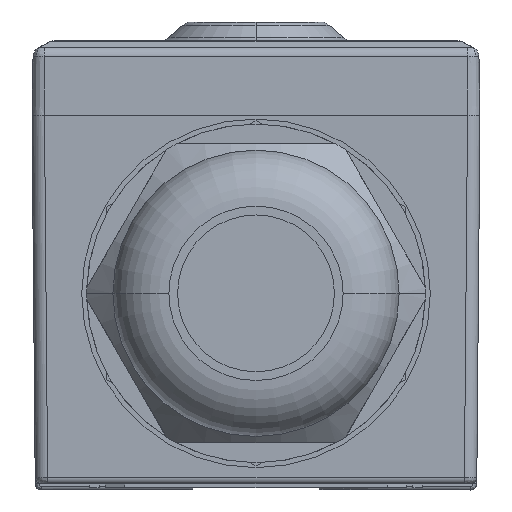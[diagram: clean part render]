
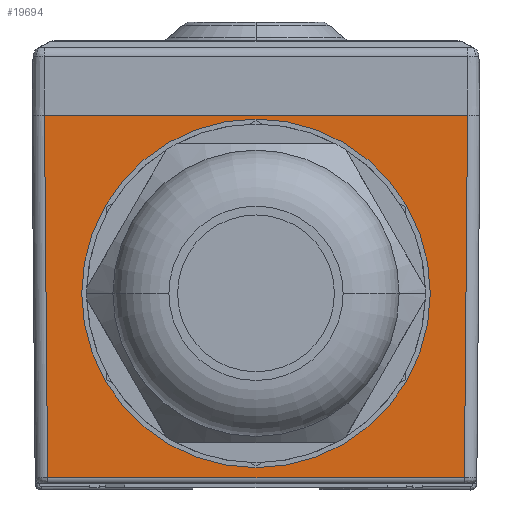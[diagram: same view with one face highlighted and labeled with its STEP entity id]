
A CAD part, front view. The second image highlights one B-rep face of the part: STEP entity #19694.
In plain terms, the highlighted planar face has unit normal (0, -1, -0.009).
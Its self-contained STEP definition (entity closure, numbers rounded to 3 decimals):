
#4956=DIRECTION('',(0.009,0.009,-1.));
#4957=VECTOR('',#4956,29.097);
#4958=CARTESIAN_POINT('',(283.009,-89.638,29.65));
#4959=LINE('',#4958,#4957);
#4960=DIRECTION('',(1.,0.,0.));
#4961=VECTOR('',#4960,33.983);
#4962=CARTESIAN_POINT('',(283.009,-89.638,29.65));
#4963=LINE('',#4962,#4961);
#4964=DIRECTION('',(-0.009,0.009,-1.));
#4965=VECTOR('',#4964,29.097);
#4966=CARTESIAN_POINT('',(316.991,-89.638,29.65));
#4967=LINE('',#4966,#4965);
#4968=DIRECTION('',(-1.,0.,0.));
#4969=VECTOR('',#4968,33.475);
#4970=CARTESIAN_POINT('',(316.737,-89.384,
0.555));
#4971=LINE('',#4970,#4969);
#4972=CARTESIAN_POINT('',(310.5,-89.505,14.354));
#4973=CARTESIAN_POINT('',(310.5,-89.494,13.117));
#4974=CARTESIAN_POINT('',(310.052,-89.47,10.442));
#4975=CARTESIAN_POINT('',(308.047,-89.443,7.334));
#4976=CARTESIAN_POINT('',(305.779,-89.427,5.5));
#4977=CARTESIAN_POINT('',(303.879,-89.419,4.521));
#4978=CARTESIAN_POINT('',(301.896,-89.414,3.964));
#4979=CARTESIAN_POINT('',(300.,-89.412,3.799));
#4980=CARTESIAN_POINT('',(298.104,-89.414,3.964));
#4981=CARTESIAN_POINT('',(296.121,-89.419,4.521));
#4982=CARTESIAN_POINT('',(294.221,-89.427,5.5));
#4983=CARTESIAN_POINT('',(291.953,-89.443,7.334));
#4984=CARTESIAN_POINT('',(289.948,-89.47,10.442));
#4985=CARTESIAN_POINT('',(289.5,-89.494,13.117));
#4986=CARTESIAN_POINT('',(289.5,-89.505,14.354));
#4988=CARTESIAN_POINT('',(289.5,-89.505,14.354));
#4989=CARTESIAN_POINT('',(289.5,-89.515,15.592));
#4990=CARTESIAN_POINT('',(289.948,-89.539,18.266));
#4991=CARTESIAN_POINT('',(291.953,-89.566,21.375));
#4992=CARTESIAN_POINT('',(294.221,-89.582,23.209));
#4993=CARTESIAN_POINT('',(296.121,-89.59,24.187));
#4994=CARTESIAN_POINT('',(298.104,-89.595,24.744));
#4995=CARTESIAN_POINT('',(300.,-89.597,24.909));
#4996=CARTESIAN_POINT('',(301.896,-89.595,24.744));
#4997=CARTESIAN_POINT('',(303.879,-89.59,24.187));
#4998=CARTESIAN_POINT('',(305.779,-89.582,23.209));
#4999=CARTESIAN_POINT('',(308.047,-89.566,21.375));
#5000=CARTESIAN_POINT('',(310.052,-89.539,18.266));
#5001=CARTESIAN_POINT('',(310.5,-89.515,15.592));
#5002=CARTESIAN_POINT('',(310.5,-89.505,14.354));
#5103=CARTESIAN_POINT('',(283.009,-89.638,29.65));
#11698=VERTEX_POINT('',#5103);
#11699=CARTESIAN_POINT('',(283.263,-89.384,
0.555));
#11700=VERTEX_POINT('',#11699);
#11704=CARTESIAN_POINT('',(316.991,-89.638,
29.65));
#11705=CARTESIAN_POINT('',(316.737,-89.384,
0.555));
#11706=VERTEX_POINT('',#11704);
#11707=VERTEX_POINT('',#11705);
#11930=VERTEX_POINT('',#4972);
#11931=VERTEX_POINT('',#4986);
#19674=CARTESIAN_POINT('',(279.309,-89.647,30.65));
#19675=DIRECTION('',(0.,-1.,-0.009));
#19676=DIRECTION('',(1.,0.,0.));
#19677=AXIS2_PLACEMENT_3D('',#19674,#19675,#19676);
#19678=PLANE('',#19677);
#19680=ORIENTED_EDGE('',*,*,#19679,.F.);
#19682=ORIENTED_EDGE('',*,*,#19681,.T.);
#19684=ORIENTED_EDGE('',*,*,#19683,.T.);
#19685=ORIENTED_EDGE('',*,*,#19666,.T.);
#19686=EDGE_LOOP('',(#19680,#19682,#19684,#19685));
#19687=FACE_OUTER_BOUND('',#19686,.F.);
#19689=ORIENTED_EDGE('',*,*,#19688,.F.);
#19691=ORIENTED_EDGE('',*,*,#19690,.F.);
#19692=EDGE_LOOP('',(#19689,#19691));
#19693=FACE_BOUND('',#19692,.F.);
#4987=B_SPLINE_CURVE_WITH_KNOTS('',3,(#4972,#4973,#4974,#4975,#4976,#4977,#4978,
#4979,#4980,#4981,#4982,#4983,#4984,#4985,#4986),.UNSPECIFIED.,.F.,.F.,(4,1,1,1,
1,1,1,1,1,1,1,1,4),(0.,0.125,0.25,0.313,0.375,0.438,0.5,
0.563,0.625,0.688,0.75,0.875,1.),.UNSPECIFIED.);
#5003=B_SPLINE_CURVE_WITH_KNOTS('',3,(#4988,#4989,#4990,#4991,#4992,#4993,#4994,
#4995,#4996,#4997,#4998,#4999,#5000,#5001,#5002),.UNSPECIFIED.,.F.,.F.,(4,1,1,1,
1,1,1,1,1,1,1,1,4),(0.,0.125,0.25,0.313,0.375,0.438,0.5,
0.563,0.625,0.688,0.75,0.875,1.),.UNSPECIFIED.);
#19666=EDGE_CURVE('',#11707,#11700,#4971,.T.);
#19679=EDGE_CURVE('',#11698,#11700,#4959,.T.);
#19681=EDGE_CURVE('',#11698,#11706,#4963,.T.);
#19683=EDGE_CURVE('',#11706,#11707,#4967,.T.);
#19688=EDGE_CURVE('',#11930,#11931,#4987,.T.);
#19690=EDGE_CURVE('',#11931,#11930,#5003,.T.);
#19694=ADVANCED_FACE('',(#19687,#19693),#19678,.T.);
